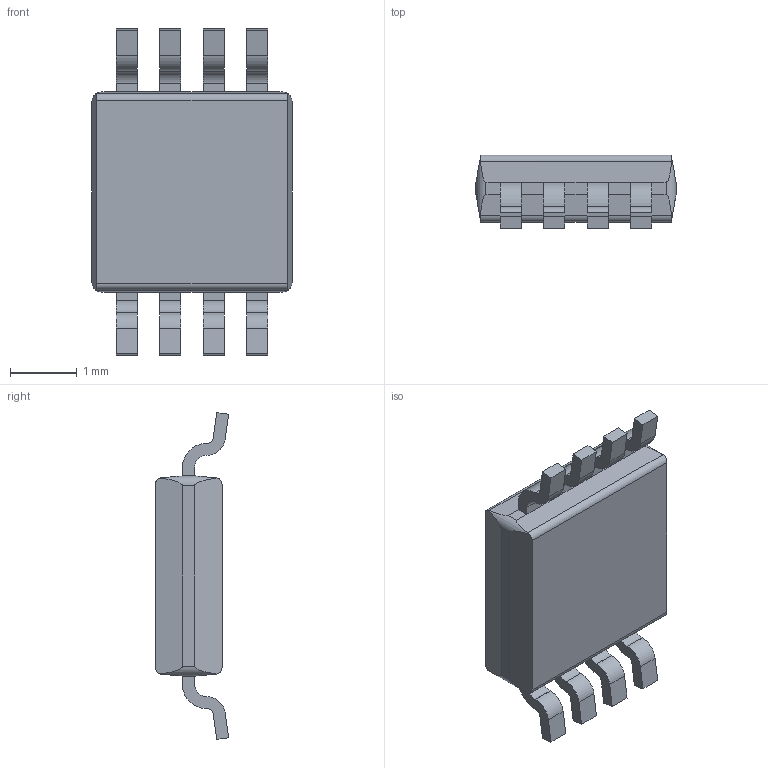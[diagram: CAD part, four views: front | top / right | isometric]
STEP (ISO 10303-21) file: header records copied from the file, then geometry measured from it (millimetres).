
FILE_DESCRIPTION (( 'STEP AP214' ), '1' );
FILE_NAME ('LM555SOP123.STEP', '2021-12-03T00:54:06', ( '' ), ( '' ), 'SwSTEP 2.0', 'SolidWorks 2020', '' );
FILE_SCHEMA (( 'AUTOMOTIVE_DESIGN' ));
Length unit declared in the file: millimetre
Products named in the file (1): LM555SOP123
Bounding box: 3 x 1.1 x 4.9 mm (x, y, z)
Volume: 9.2 mm3; surface area: 38.3 mm2
Topology: 1 solids, 1 shells, 203 faces, 553 edges, 358 vertices
Faces by surface type: plane 121, cylinder 58, bspline 24
Entity records: 9191 total; most frequent: CARTESIAN_POINT 2354, ORIENTED_EDGE 1106, DIRECTION 903, EDGE_CURVE 553, VERTEX_POINT 358, VECTOR 343, LINE 343, AXIS2_PLACEMENT_3D 280
